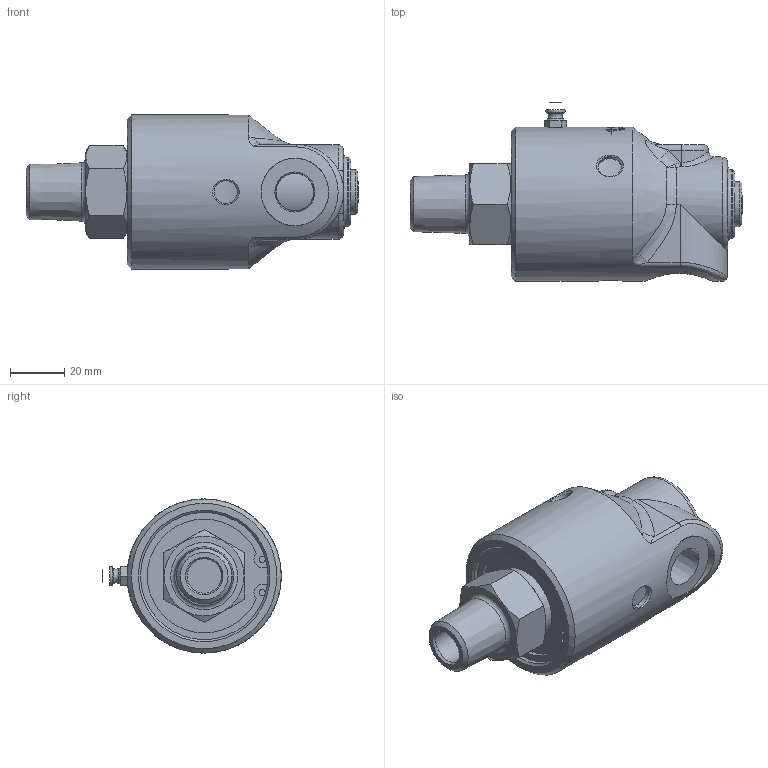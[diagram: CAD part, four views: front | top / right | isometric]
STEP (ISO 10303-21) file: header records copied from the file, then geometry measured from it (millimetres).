
FILE_DESCRIPTION(/* description */ (''),/* implementation_level */ '2;1');
FILE_NAME(/* name */ '157-000-002-IC.stp',/* time_stamp */ '2020-06-04T10:07:57-05:00',/* author */ ('dyurkovich'),/* organization */ (''),/* preprocessor_version */ 'ST-DEVELOPER v18',/* originating_system */ 'Autodesk Inventor 2020',/* authorisation */ '');
FILE_SCHEMA (('AUTOMOTIVE_DESIGN { 1 0 10303 214 3 1 1 }'));
Length unit declared in the file: millimetre
Products named in the file (1): 157-000-002_Shrinkwrap_1
Bounding box: 122.77 x 66 x 57 mm (x, y, z)
Volume: 197850.7 mm3; surface area: 33807.7 mm2
Topology: 6 solids, 6 shells, 390 faces, 1016 edges, 677 vertices
Faces by surface type: bspline 169, plane 124, cylinder 63, cone 26, torus 8
Full cylindrical faces by diameter (mm): 2.362 x2, 5.359 x1, 6.325 x1, 8.6 x3, 12.7 x1, 13.889 x1, 24.89 x2, 25 x1, 25.4 x1, 27.8 x1, 47.07 x1, 50.75 x1, 57 x1
Entity records: 16419 total; most frequent: CARTESIAN_POINT 7586, ORIENTED_EDGE 2024, DIRECTION 1338, EDGE_CURVE 1012, VERTEX_POINT 677, AXIS2_PLACEMENT_3D 482, EDGE_LOOP 439, FACE_OUTER_BOUND 390
